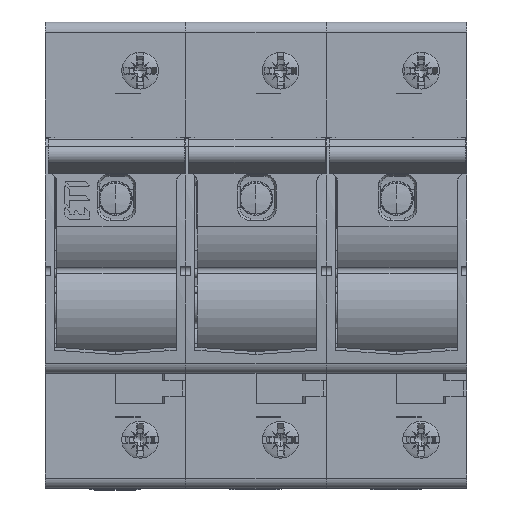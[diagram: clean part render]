
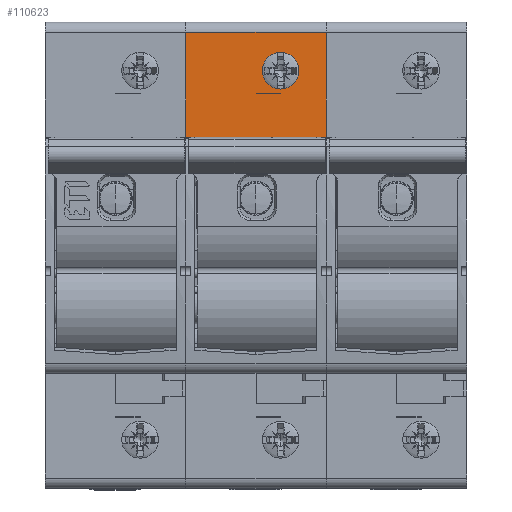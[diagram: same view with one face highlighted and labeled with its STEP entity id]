
A CAD part, top view. The second image highlights one B-rep face of the part: STEP entity #110623.
In plain terms, the highlighted planar face has unit normal (0, 0, 1).
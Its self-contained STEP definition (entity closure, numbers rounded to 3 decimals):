
#96788=DIRECTION('',(0.,-1.,0.));
#96789=VECTOR('',#96788,20.);
#96790=CARTESIAN_POINT('',(0.,24.8,42.5));
#96791=LINE('',#96790,#96789);
#96952=DIRECTION('',(0.,-1.,0.));
#96953=VECTOR('',#96952,20.);
#96954=CARTESIAN_POINT('',(26.8,24.8,42.5));
#96955=LINE('',#96954,#96953);
#96956=DIRECTION('',(-1.,0.,0.));
#96957=VECTOR('',#96956,10.2);
#96958=CARTESIAN_POINT('',(26.8,4.8,42.5));
#96959=LINE('',#96958,#96957);
#96960=DIRECTION('',(-0.998,-0.07,
0.));
#96961=VECTOR('',#96960,3.208);
#96962=CARTESIAN_POINT('',(16.6,4.1,42.5));
#96963=LINE('',#96962,#96961);
#96964=DIRECTION('',(0.,1.,0.));
#96965=VECTOR('',#96964,0.014);
#96966=CARTESIAN_POINT('',(13.4,3.876,42.5));
#96967=LINE('',#96966,#96965);
#96968=DIRECTION('',(0.,1.,0.));
#96969=VECTOR('',#96968,0.91);
#96970=CARTESIAN_POINT('',(13.4,3.89,42.5));
#96971=LINE('',#96970,#96969);
#96972=DIRECTION('',(-1.,0.,0.));
#96973=VECTOR('',#96972,13.4);
#96974=CARTESIAN_POINT('',(13.4,4.8,42.5));
#96975=LINE('',#96974,#96973);
#96976=CARTESIAN_POINT('',(18.1,17.5,42.5));
#96977=DIRECTION('',(0.,0.,1.));
#96978=DIRECTION('',(0.,1.,0.));
#96979=AXIS2_PLACEMENT_3D('',#96976,#96977,#96978);
#96981=CARTESIAN_POINT('',(18.1,17.5,42.5));
#96982=DIRECTION('',(0.,0.,1.));
#96983=DIRECTION('',(0.,-1.,0.));
#96984=AXIS2_PLACEMENT_3D('',#96981,#96982,#96983);
#96986=DIRECTION('',(0.,1.,0.));
#96987=VECTOR('',#96986,0.1);
#96988=CARTESIAN_POINT('',(18.1,13.1,42.5));
#96989=LINE('',#96988,#96987);
#96990=DIRECTION('',(-1.,0.,0.));
#96991=VECTOR('',#96990,4.7);
#96992=CARTESIAN_POINT('',(18.1,13.2,42.5));
#96993=LINE('',#96992,#96991);
#96998=DIRECTION('',(-1.,0.,0.));
#96999=VECTOR('',#96998,26.8);
#97000=CARTESIAN_POINT('',(26.8,24.8,42.5));
#97001=LINE('',#97000,#96999);
#97131=DIRECTION('',(-1.,0.,0.));
#97132=VECTOR('',#97131,4.7);
#97133=CARTESIAN_POINT('',(18.1,13.1,42.5));
#97134=LINE('',#97133,#97132);
#97135=DIRECTION('',(0.,1.,0.));
#97136=VECTOR('',#97135,0.1);
#97137=CARTESIAN_POINT('',(13.4,13.1,42.5));
#97138=LINE('',#97137,#97136);
#97289=DIRECTION('',(0.,1.,0.));
#97290=VECTOR('',#97289,0.7);
#97291=CARTESIAN_POINT('',(16.6,4.1,42.5));
#97292=LINE('',#97291,#97290);
#106301=CARTESIAN_POINT('',(26.8,4.8,42.5));
#106302=VERTEX_POINT('',#106301);
#106303=CARTESIAN_POINT('',(26.8,24.8,42.5));
#106304=VERTEX_POINT('',#106303);
#106765=CARTESIAN_POINT('',(0.,24.8,42.5));
#106766=VERTEX_POINT('',#106765);
#106767=CARTESIAN_POINT('',(0.,4.8,42.5));
#106768=VERTEX_POINT('',#106767);
#106850=CARTESIAN_POINT('',(13.4,3.876,42.5));
#106851=CARTESIAN_POINT('',(13.4,3.89,42.5));
#106852=VERTEX_POINT('',#106850);
#106853=VERTEX_POINT('',#106851);
#106858=CARTESIAN_POINT('',(16.6,4.8,42.5));
#106859=VERTEX_POINT('',#106858);
#106860=CARTESIAN_POINT('',(16.6,4.1,42.5));
#106861=VERTEX_POINT('',#106860);
#106862=CARTESIAN_POINT('',(13.4,4.8,42.5));
#106863=VERTEX_POINT('',#106862);
#106864=CARTESIAN_POINT('',(18.1,21.,42.5));
#106865=CARTESIAN_POINT('',(18.1,14.,42.5));
#106866=VERTEX_POINT('',#106864);
#106867=VERTEX_POINT('',#106865);
#106868=CARTESIAN_POINT('',(13.4,13.1,42.5));
#106869=CARTESIAN_POINT('',(13.4,13.2,42.5));
#106870=VERTEX_POINT('',#106868);
#106871=VERTEX_POINT('',#106869);
#106872=CARTESIAN_POINT('',(18.1,13.1,42.5));
#106873=VERTEX_POINT('',#106872);
#106874=CARTESIAN_POINT('',(18.1,13.2,42.5));
#106875=VERTEX_POINT('',#106874);
#110585=CARTESIAN_POINT('',(13.4,26.8,42.5));
#110586=DIRECTION('',(0.,0.,1.));
#110587=DIRECTION('',(0.,-1.,0.));
#110588=AXIS2_PLACEMENT_3D('',#110585,#110586,#110587);
#110589=PLANE('',#110588);
#110591=ORIENTED_EDGE('',*,*,#110590,.F.);
#110592=ORIENTED_EDGE('',*,*,#109491,.T.);
#110594=ORIENTED_EDGE('',*,*,#110593,.T.);
#110596=ORIENTED_EDGE('',*,*,#110595,.F.);
#110598=ORIENTED_EDGE('',*,*,#110597,.T.);
#110599=ORIENTED_EDGE('',*,*,#110564,.T.);
#110601=ORIENTED_EDGE('',*,*,#110600,.T.);
#110603=ORIENTED_EDGE('',*,*,#110602,.T.);
#110604=ORIENTED_EDGE('',*,*,#110356,.F.);
#110605=EDGE_LOOP('',(#110591,#110592,#110594,#110596,#110598,#110599,#110601,
#110603,#110604));
#110606=FACE_OUTER_BOUND('',#110605,.F.);
#110608=ORIENTED_EDGE('',*,*,#110607,.T.);
#110610=ORIENTED_EDGE('',*,*,#110609,.T.);
#110611=EDGE_LOOP('',(#110608,#110610));
#110612=FACE_BOUND('',#110611,.F.);
#110614=ORIENTED_EDGE('',*,*,#110613,.F.);
#110616=ORIENTED_EDGE('',*,*,#110615,.F.);
#110618=ORIENTED_EDGE('',*,*,#110617,.T.);
#110620=ORIENTED_EDGE('',*,*,#110619,.T.);
#110621=EDGE_LOOP('',(#110614,#110616,#110618,#110620));
#110622=FACE_BOUND('',#110621,.F.);
#96980=CIRCLE('',#96979,3.5);
#96985=CIRCLE('',#96984,3.5);
#109491=EDGE_CURVE('',#106304,#106302,#96955,.T.);
#110356=EDGE_CURVE('',#106766,#106768,#96791,.T.);
#110564=EDGE_CURVE('',#106852,#106853,#96967,.T.);
#110590=EDGE_CURVE('',#106304,#106766,#97001,.T.);
#110593=EDGE_CURVE('',#106302,#106859,#96959,.T.);
#110595=EDGE_CURVE('',#106861,#106859,#97292,.T.);
#110597=EDGE_CURVE('',#106861,#106852,#96963,.T.);
#110600=EDGE_CURVE('',#106853,#106863,#96971,.T.);
#110602=EDGE_CURVE('',#106863,#106768,#96975,.T.);
#110607=EDGE_CURVE('',#106866,#106867,#96980,.T.);
#110609=EDGE_CURVE('',#106867,#106866,#96985,.T.);
#110613=EDGE_CURVE('',#106870,#106871,#97138,.T.);
#110615=EDGE_CURVE('',#106873,#106870,#97134,.T.);
#110617=EDGE_CURVE('',#106873,#106875,#96989,.T.);
#110619=EDGE_CURVE('',#106875,#106871,#96993,.T.);
#110623=ADVANCED_FACE('',(#110606,#110612,#110622),#110589,.T.);
